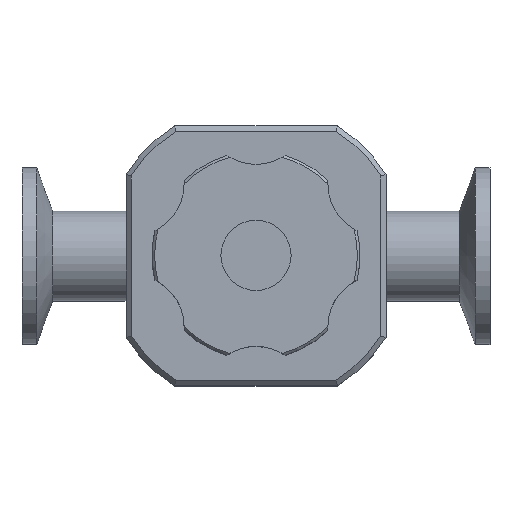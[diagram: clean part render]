
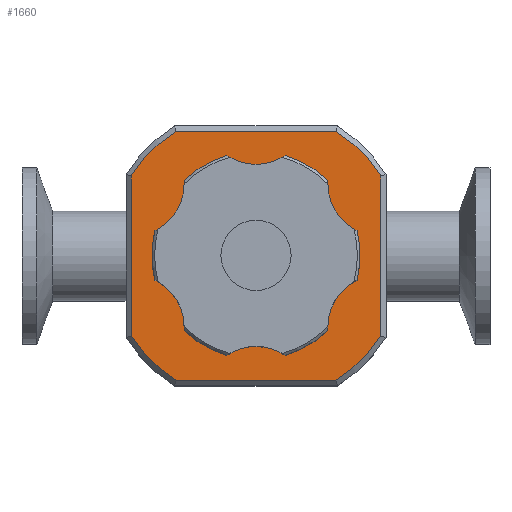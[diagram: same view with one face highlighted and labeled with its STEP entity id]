
A CAD part, top view. The second image highlights one B-rep face of the part: STEP entity #1660.
In plain terms, the highlighted planar face has unit normal (0, 0, 1).
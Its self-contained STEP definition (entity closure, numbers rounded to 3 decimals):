
#54=FACE_BOUND('',#301,.T.);
#90=PLANE('',#1875);
#186=FACE_OUTER_BOUND('',#300,.T.);
#300=EDGE_LOOP('',(#1471,#1472,#1473,#1474,#1475,#1476,#1477,#1478));
#301=EDGE_LOOP('',(#1479));
#339=CIRCLE('',#1736,16.5);
#388=CIRCLE('',#1855,28.5);
#390=CIRCLE('',#1860,28.5);
#392=CIRCLE('',#1863,28.5);
#394=CIRCLE('',#1867,28.5);
#491=LINE('',#2957,#602);
#493=LINE('',#2968,#604);
#495=LINE('',#2993,#606);
#497=LINE('',#3005,#608);
#602=VECTOR('',#2312,10.);
#604=VECTOR('',#2316,10.);
#606=VECTOR('',#2332,10.);
#608=VECTOR('',#2342,10.);
#694=VERTEX_POINT('',#2648);
#786=VERTEX_POINT('',#2938);
#787=VERTEX_POINT('',#2943);
#789=VERTEX_POINT('',#2952);
#792=VERTEX_POINT('',#2962);
#793=VERTEX_POINT('',#2967);
#795=VERTEX_POINT('',#2979);
#797=VERTEX_POINT('',#2988);
#799=VERTEX_POINT('',#2997);
#864=EDGE_CURVE('',#694,#694,#339,.T.);
#1002=EDGE_CURVE('',#786,#787,#388,.T.);
#1006=EDGE_CURVE('',#789,#786,#491,.T.);
#1009=EDGE_CURVE('',#792,#793,#493,.T.);
#1012=EDGE_CURVE('',#793,#789,#390,.T.);
#1015=EDGE_CURVE('',#795,#792,#392,.T.);
#1018=EDGE_CURVE('',#797,#795,#495,.T.);
#1021=EDGE_CURVE('',#799,#797,#394,.T.);
#1023=EDGE_CURVE('',#787,#799,#497,.T.);
#1471=ORIENTED_EDGE('',*,*,#1009,.F.);
#1472=ORIENTED_EDGE('',*,*,#1015,.F.);
#1473=ORIENTED_EDGE('',*,*,#1018,.F.);
#1474=ORIENTED_EDGE('',*,*,#1021,.F.);
#1475=ORIENTED_EDGE('',*,*,#1023,.F.);
#1476=ORIENTED_EDGE('',*,*,#1002,.F.);
#1477=ORIENTED_EDGE('',*,*,#1006,.F.);
#1478=ORIENTED_EDGE('',*,*,#1012,.F.);
#1479=ORIENTED_EDGE('',*,*,#864,.T.);
#1660=ADVANCED_FACE('',(#186,#54),#90,.T.);
#1736=AXIS2_PLACEMENT_3D('',#2650,#1991,#1992);
#1855=AXIS2_PLACEMENT_3D('',#2944,#2307,#2308);
#1860=AXIS2_PLACEMENT_3D('',#2975,#2321,#2322);
#1863=AXIS2_PLACEMENT_3D('',#2984,#2327,#2328);
#1867=AXIS2_PLACEMENT_3D('',#3002,#2337,#2338);
#1875=AXIS2_PLACEMENT_3D('',#3024,#2362,#2363);
#1991=DIRECTION('center_axis',(0.,0.,-1.));
#1992=DIRECTION('ref_axis',(1.,0.,0.));
#2307=DIRECTION('center_axis',(0.,0.,-1.));
#2308=DIRECTION('ref_axis',(0.847,0.531,0.));
#2312=DIRECTION('',(1.,0.,0.));
#2316=DIRECTION('',(0.,1.,0.));
#2321=DIRECTION('center_axis',(0.,0.,-1.));
#2322=DIRECTION('ref_axis',(-0.531,0.847,0.));
#2327=DIRECTION('center_axis',(0.,0.,-1.));
#2328=DIRECTION('ref_axis',(-0.847,-0.531,0.));
#2332=DIRECTION('',(-1.,0.,0.));
#2337=DIRECTION('center_axis',(0.,0.,-1.));
#2338=DIRECTION('ref_axis',(0.531,-0.847,0.));
#2342=DIRECTION('',(0.,-1.,0.));
#2362=DIRECTION('center_axis',(0.,0.,1.));
#2363=DIRECTION('ref_axis',(1.,0.,0.));
#2648=CARTESIAN_POINT('',(-16.5,0.,0.));
#2650=CARTESIAN_POINT('Origin',(0.,0.,0.));
#2938=CARTESIAN_POINT('',(15.37,24.,0.));
#2943=CARTESIAN_POINT('',(24.,15.37,0.));
#2944=CARTESIAN_POINT('Origin',(0.,0.,0.));
#2952=CARTESIAN_POINT('',(-15.37,24.,0.));
#2957=CARTESIAN_POINT('',(7.83,24.,0.));
#2962=CARTESIAN_POINT('',(-24.,-15.37,0.));
#2967=CARTESIAN_POINT('',(-24.,15.37,0.));
#2968=CARTESIAN_POINT('',(-24.,7.83,0.));
#2975=CARTESIAN_POINT('Origin',(0.,0.,0.));
#2979=CARTESIAN_POINT('',(-15.37,-24.,0.));
#2984=CARTESIAN_POINT('Origin',(0.,0.,0.));
#2988=CARTESIAN_POINT('',(15.37,-24.,0.));
#2993=CARTESIAN_POINT('',(-7.83,-24.,0.));
#2997=CARTESIAN_POINT('',(24.,-15.37,0.));
#3002=CARTESIAN_POINT('Origin',(0.,0.,0.));
#3005=CARTESIAN_POINT('',(24.,-7.83,0.));
#3024=CARTESIAN_POINT('Origin',(0.,0.,
0.));
